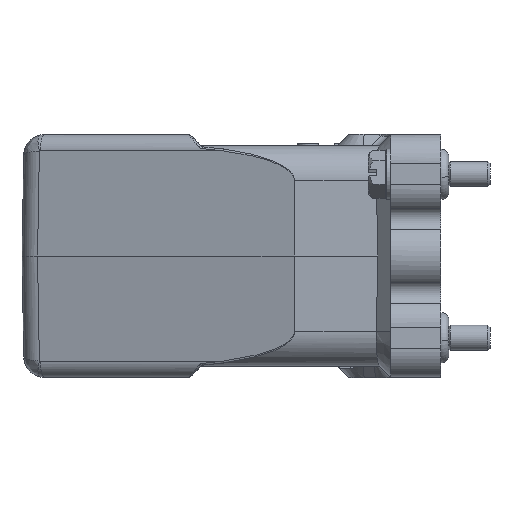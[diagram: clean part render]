
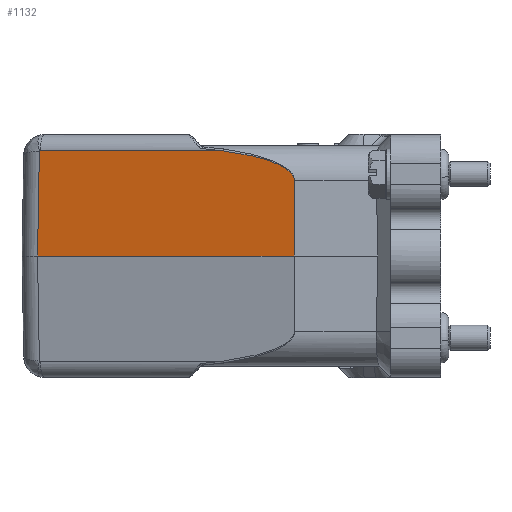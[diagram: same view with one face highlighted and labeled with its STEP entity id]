
A CAD part, left-side view. The second image highlights one B-rep face of the part: STEP entity #1132.
In plain terms, the highlighted planar face has unit normal (-0.966, 0.259, 0.018).
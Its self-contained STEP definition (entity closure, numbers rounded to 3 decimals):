
#1132=ADVANCED_FACE('NONE',(#1942),#1508,.T.);
#1508=PLANE('',#10644);
#1942=FACE_OUTER_BOUND('',#2550,.T.);
#2550=EDGE_LOOP('',(#5779,#5780,#5781,#5782,#5783,#5784));
#3163=LINE('',#18034,#3733);
#3178=LINE('',#18942,#3748);
#3179=LINE('',#18943,#3749);
#3180=LINE('',#18945,#3750);
#3733=VECTOR('',#12090,1.);
#3748=VECTOR('',#12153,1.);
#3749=VECTOR('',#12154,1.);
#3750=VECTOR('',#12155,1.);
#5779=ORIENTED_EDGE('',*,*,#8973,.T.);
#5780=ORIENTED_EDGE('',*,*,#8974,.T.);
#5781=ORIENTED_EDGE('',*,*,#8894,.F.);
#5782=ORIENTED_EDGE('',*,*,#8892,.T.);
#5783=ORIENTED_EDGE('',*,*,#8975,.F.);
#5784=ORIENTED_EDGE('',*,*,#8976,.T.);
#7568=VERTEX_POINT('',#17401);
#7601=VERTEX_POINT('',#18033);
#7602=VERTEX_POINT('',#18042);
#7648=VERTEX_POINT('',#18940);
#7649=VERTEX_POINT('',#18941);
#7650=VERTEX_POINT('',#18944);
#8892=EDGE_CURVE('NONE',#7568,#7601,#3163,.T.);
#8894=EDGE_CURVE('NONE',#7568,#7602,#9928,.T.);
#8973=EDGE_CURVE('NONE',#7648,#7649,#9991,.T.);
#8974=EDGE_CURVE('NONE',#7649,#7602,#3178,.T.);
#8975=EDGE_CURVE('NONE',#7650,#7601,#3179,.T.);
#8976=EDGE_CURVE('NONE',#7650,#7648,#3180,.T.);
#9928=B_SPLINE_CURVE_WITH_KNOTS('',3,(#18043,#18044,#18045,#18046),
 .UNSPECIFIED.,.F.,.F.,(4,4),(0.,1.),.UNSPECIFIED.);
#9991=B_SPLINE_CURVE_WITH_KNOTS('',3,(#18886,#18887,#18888,#18889,#18890,
#18891,#18892,#18893,#18894,#18895,#18896,#18897,#18898,#18899,#18900,#18901,
#18902,#18903,#18904,#18905,#18906,#18907,#18908,#18909,#18910,#18911,#18912,
#18913,#18914,#18915,#18916,#18917,#18918,#18919,#18920,#18921,#18922,#18923,
#18924,#18925,#18926,#18927,#18928,#18929,#18930,#18931,#18932,#18933,#18934,
#18935,#18936,#18937,#18938,#18939),.UNSPECIFIED.,.F.,.F.,(4,2,2,1,2,2,
1,1,1,1,2,2,1,1,1,1,1,1,1,1,2,2,1,1,1,1,1,1,1,2,2,1,1,1,1,1,1,2,2,4),(0.,
0.031,0.047,0.062,0.07,
0.074,0.078,0.094,0.125,
0.141,0.143,0.145,0.148,
0.156,0.187,0.219,0.234,0.242,
0.246,0.248,0.249,0.25,
0.375,0.437,0.469,0.484,
0.492,0.496,0.498,0.499,
0.5,0.625,0.687,0.719,
0.734,0.742,0.746,0.748,0.75,
1.),.UNSPECIFIED.);
#10644=AXIS2_PLACEMENT_3D('',#18946,#12156,#12157);
#12090=DIRECTION('',(-0.013,0.017,-1.));
#12153=DIRECTION('',(0.259,0.966,0.));
#12154=DIRECTION('',(0.259,0.966,0.));
#12155=DIRECTION('',(0.017,-0.002,1.));
#12156=DIRECTION('',(-0.966,0.259,0.017));
#12157=DIRECTION('',(-0.259,-0.966,0.));
#17401=CARTESIAN_POINT('',(-34.741,95.857,25.04));
#18033=CARTESIAN_POINT('',(-35.076,96.295,0.));
#18034=CARTESIAN_POINT('',(-34.741,95.857,25.04));
#18042=CARTESIAN_POINT('',(-34.805,95.615,25.07));
#18043=CARTESIAN_POINT('',(-34.741,95.857,25.04));
#18044=CARTESIAN_POINT('',(-34.762,95.778,25.06));
#18045=CARTESIAN_POINT('',(-34.783,95.697,25.07));
#18046=CARTESIAN_POINT('',(-34.805,95.615,25.07));
#18886=CARTESIAN_POINT('',(-51.17,35.022,17.948));
#18887=CARTESIAN_POINT('',(-51.164,35.027,18.165));
#18888=CARTESIAN_POINT('',(-51.153,35.056,18.369));
#18889=CARTESIAN_POINT('',(-51.126,35.136,18.657));
#18890=CARTESIAN_POINT('',(-51.116,35.167,18.746));
#18891=CARTESIAN_POINT('',(-51.093,35.243,18.929));
#18892=CARTESIAN_POINT('',(-51.072,35.31,19.068));
#18893=CARTESIAN_POINT('',(-51.048,35.392,19.208));
#18894=CARTESIAN_POINT('',(-51.035,35.436,19.278));
#18895=CARTESIAN_POINT('',(-51.031,35.447,19.296));
#18896=CARTESIAN_POINT('',(-51.024,35.472,19.335));
#18897=CARTESIAN_POINT('',(-51.005,35.535,19.43));
#18898=CARTESIAN_POINT('',(-50.952,35.716,19.677));
#18899=CARTESIAN_POINT('',(-50.874,35.99,19.979));
#18900=CARTESIAN_POINT('',(-50.802,36.242,20.212));
#18901=CARTESIAN_POINT('',(-50.775,36.338,20.295));
#18902=CARTESIAN_POINT('',(-50.769,36.36,20.314));
#18903=CARTESIAN_POINT('',(-50.767,36.367,20.32));
#18904=CARTESIAN_POINT('',(-50.759,36.392,20.341));
#18905=CARTESIAN_POINT('',(-50.745,36.443,20.384));
#18906=CARTESIAN_POINT('',(-50.691,36.634,20.542));
#18907=CARTESIAN_POINT('',(-50.595,36.974,20.796));
#18908=CARTESIAN_POINT('',(-50.476,37.4,21.074));
#18909=CARTESIAN_POINT('',(-50.386,37.724,21.266));
#18910=CARTESIAN_POINT('',(-50.339,37.892,21.361));
#18911=CARTESIAN_POINT('',(-50.315,37.977,21.408));
#18912=CARTESIAN_POINT('',(-50.303,38.02,21.432));
#18913=CARTESIAN_POINT('',(-50.298,38.039,21.442));
#18914=CARTESIAN_POINT('',(-50.295,38.051,21.449));
#18915=CARTESIAN_POINT('',(-50.293,38.059,21.453));
#18916=CARTESIAN_POINT('',(-50.127,38.655,21.776));
#18917=CARTESIAN_POINT('',(-49.851,39.653,22.236));
#18918=CARTESIAN_POINT('',(-49.478,41.015,22.737));
#18919=CARTESIAN_POINT('',(-49.278,41.744,22.978));
#18920=CARTESIAN_POINT('',(-49.174,42.122,23.097));
#18921=CARTESIAN_POINT('',(-49.122,42.313,23.155));
#18922=CARTESIAN_POINT('',(-49.096,42.41,23.184));
#18923=CARTESIAN_POINT('',(-49.082,42.458,23.199));
#18924=CARTESIAN_POINT('',(-49.077,42.479,23.205));
#18925=CARTESIAN_POINT('',(-49.073,42.493,23.209));
#18926=CARTESIAN_POINT('',(-49.071,42.501,23.212));
#18927=CARTESIAN_POINT('',(-48.878,43.205,23.422));
#18928=CARTESIAN_POINT('',(-48.577,44.308,23.717));
#18929=CARTESIAN_POINT('',(-48.2,45.695,24.033));
#18930=CARTESIAN_POINT('',(-48.005,46.413,24.184));
#18931=CARTESIAN_POINT('',(-47.906,46.779,24.257));
#18932=CARTESIAN_POINT('',(-47.856,46.963,24.294));
#18933=CARTESIAN_POINT('',(-47.83,47.055,24.312));
#18934=CARTESIAN_POINT('',(-47.82,47.095,24.319));
#18935=CARTESIAN_POINT('',(-47.812,47.121,24.325));
#18936=CARTESIAN_POINT('',(-47.808,47.136,24.327));
#18937=CARTESIAN_POINT('',(-47.398,48.647,24.619));
#18938=CARTESIAN_POINT('',(-46.973,50.218,24.866));
#18939=CARTESIAN_POINT('',(-46.529,51.861,25.07));
#18940=CARTESIAN_POINT('',(-51.17,35.022,17.948));
#18941=CARTESIAN_POINT('',(-46.529,51.861,25.07));
#18942=CARTESIAN_POINT('',(-33.661,99.887,25.07));
#18943=CARTESIAN_POINT('',(-34.083,100.,0.));
#18944=CARTESIAN_POINT('',(-51.483,35.064,0.));
#18945=CARTESIAN_POINT('',(-51.483,35.064,0.));
#18946=CARTESIAN_POINT('',(-34.083,100.,0.));
